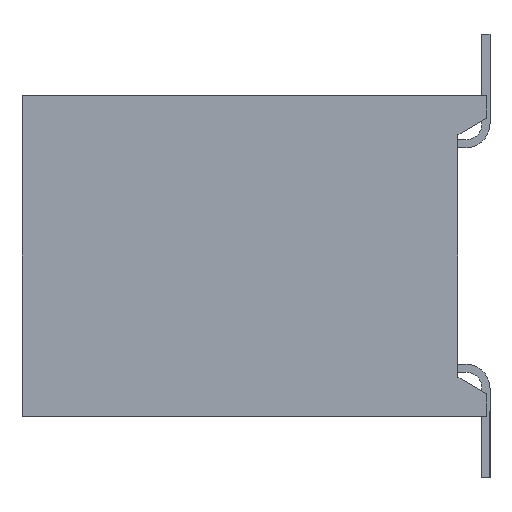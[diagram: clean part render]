
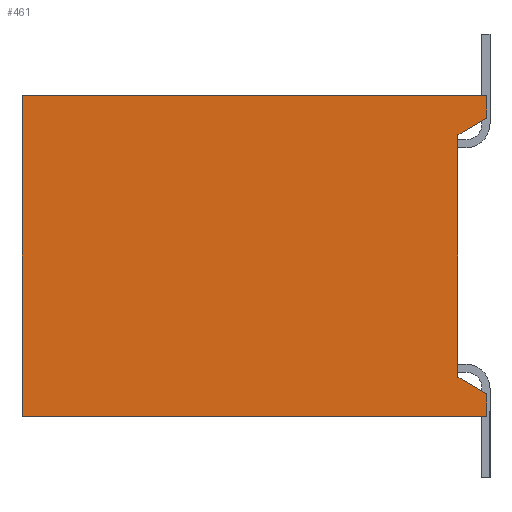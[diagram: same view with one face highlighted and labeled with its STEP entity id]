
A CAD part, left-side view. The second image highlights one B-rep face of the part: STEP entity #461.
In plain terms, the highlighted planar face has unit normal (-1, 0, 0).
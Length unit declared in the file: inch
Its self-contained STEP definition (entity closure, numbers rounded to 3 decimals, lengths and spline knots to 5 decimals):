
#461 = ADVANCED_FACE( '', ( #1062 ), #1063, .F. );
#1062 = FACE_OUTER_BOUND( '', #1838, .T. );
#1063 = PLANE( '', #1839 );
#1838 = EDGE_LOOP( '', ( #3067, #3068, #3069, #3070, #3071, #3072, #3073, #3074 ) );
#1839 = AXIS2_PLACEMENT_3D( '', #3075, #3076, #3077 );
#3067 = ORIENTED_EDGE( '', *, *, #5212, .F. );
#3068 = ORIENTED_EDGE( '', *, *, #4889, .T. );
#3069 = ORIENTED_EDGE( '', *, *, #5213, .F. );
#3070 = ORIENTED_EDGE( '', *, *, #5214, .F. );
#3071 = ORIENTED_EDGE( '', *, *, #4962, .T. );
#3072 = ORIENTED_EDGE( '', *, *, #4869, .T. );
#3073 = ORIENTED_EDGE( '', *, *, #5022, .F. );
#3074 = ORIENTED_EDGE( '', *, *, #5215, .F. );
#3075 = CARTESIAN_POINT( '', ( -0.25, 0.29, -0.1 ) );
#3076 = DIRECTION( '', ( 1., 0., 0. ) );
#3077 = DIRECTION( '', ( 0., 0., -1. ) );
#4869 = EDGE_CURVE( '', #5893, #5891, #5894, .T. );
#4889 = EDGE_CURVE( '', #5929, #5927, #5930, .T. );
#4962 = EDGE_CURVE( '', #6061, #5893, #6062, .T. );
#5022 = EDGE_CURVE( '', #6161, #5891, #6163, .T. );
#5212 = EDGE_CURVE( '', #5929, #6471, #6472, .T. );
#5213 = EDGE_CURVE( '', #6473, #5927, #6474, .T. );
#5214 = EDGE_CURVE( '', #6061, #6473, #6475, .T. );
#5215 = EDGE_CURVE( '', #6471, #6161, #6476, .T. );
#5891 = VERTEX_POINT( '', #7392 );
#5893 = VERTEX_POINT( '', #7395 );
#5894 = LINE( '', #7396, #7397 );
#5927 = VERTEX_POINT( '', #7444 );
#5929 = VERTEX_POINT( '', #7447 );
#5930 = LINE( '', #7448, #7449 );
#6061 = VERTEX_POINT( '', #7642 );
#6062 = LINE( '', #7643, #7644 );
#6161 = VERTEX_POINT( '', #7783 );
#6163 = LINE( '', #7786, #7787 );
#6471 = VERTEX_POINT( '', #8232 );
#6472 = LINE( '', #8233, #8234 );
#6473 = VERTEX_POINT( '', #8235 );
#6474 = LINE( '', #8236, #8237 );
#6475 = LINE( '', #8238, #8239 );
#6476 = LINE( '', #8240, #8241 );
#7392 = CARTESIAN_POINT( '', ( -0.25, 0., -0.086 ) );
#7395 = CARTESIAN_POINT( '', ( -0.25, 0., -0.1 ) );
#7396 = CARTESIAN_POINT( '', ( -0.25, 0., -0.1 ) );
#7397 = VECTOR( '', #9395, 39.37008 );
#7444 = CARTESIAN_POINT( '', ( -0.25, 0., 0.1 ) );
#7447 = CARTESIAN_POINT( '', ( -0.25, 0., 0.086 ) );
#7448 = CARTESIAN_POINT( '', ( -0.25, 0., -0.1 ) );
#7449 = VECTOR( '', #9411, 39.37008 );
#7642 = CARTESIAN_POINT( '', ( -0.25, 0.29, -0.1 ) );
#7643 = CARTESIAN_POINT( '', ( -0.25, 0.29, -0.1 ) );
#7644 = VECTOR( '', #9486, 39.37008 );
#7783 = CARTESIAN_POINT( '', ( -0.25, 0.018, -0.07561 ) );
#7786 = CARTESIAN_POINT( '', ( -0.25, 0.21144, 0.03607 ) );
#7787 = VECTOR( '', #9549, 39.37008 );
#8232 = CARTESIAN_POINT( '', ( -0.25, 0.018, 0.07561 ) );
#8233 = CARTESIAN_POINT( '', ( -0.25, 0.29804, -0.08607 ) );
#8234 = VECTOR( '', #9717, 39.37008 );
#8235 = CARTESIAN_POINT( '', ( -0.25, 0.29, 0.1 ) );
#8236 = CARTESIAN_POINT( '', ( -0.25, 0.29, 0.1 ) );
#8237 = VECTOR( '', #9718, 39.37008 );
#8238 = CARTESIAN_POINT( '', ( -0.25, 0.29, -0.1 ) );
#8239 = VECTOR( '', #9719, 39.37008 );
#8240 = CARTESIAN_POINT( '', ( -0.25, 0.018, -0.1 ) );
#8241 = VECTOR( '', #9720, 39.37008 );
#9395 = DIRECTION( '', ( 0., 0., 1. ) );
#9411 = DIRECTION( '', ( 0., 0., 1. ) );
#9486 = DIRECTION( '', ( 0., -1., 0. ) );
#9549 = DIRECTION( '', ( 0., -0.866, -0.5 ) );
#9717 = DIRECTION( '', ( 0., 0.866, -0.5 ) );
#9718 = DIRECTION( '', ( 0., -1., 0. ) );
#9719 = DIRECTION( '', ( 0., 0., 1. ) );
#9720 = DIRECTION( '', ( 0., 0., -1. ) );
